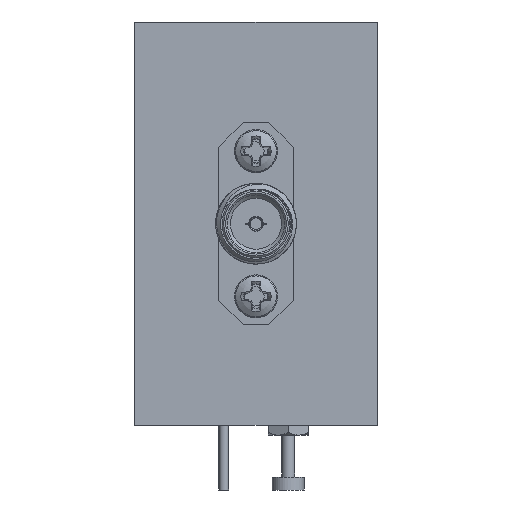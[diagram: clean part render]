
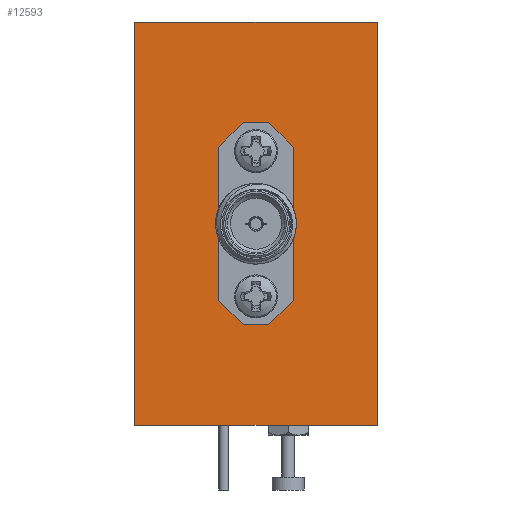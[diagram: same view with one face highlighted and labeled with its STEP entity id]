
A CAD part, left-side view. The second image highlights one B-rep face of the part: STEP entity #12593.
In plain terms, the highlighted planar face has unit normal (-1, 0, 0).
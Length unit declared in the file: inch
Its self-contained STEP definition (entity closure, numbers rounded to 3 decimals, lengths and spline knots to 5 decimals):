
#203 = CARTESIAN_POINT ( 'NONE',  ( -0.625, -0.17625, 0.17625 ) ) ;
#371 = EDGE_CURVE ( 'NONE', #13028, #4143, #11369, .T. ) ;
#408 = CARTESIAN_POINT ( 'NONE',  ( -0.625, 0.17625, 0.17625 ) ) ;
#447 = EDGE_CURVE ( 'NONE', #11170, #13764, #14436, .T. ) ;
#501 = DIRECTION ( 'NONE',  ( 0., -0.707, 0.707 ) ) ;
#842 = DIRECTION ( 'NONE',  ( 0., 1., 0. ) ) ;
#861 = LINE ( 'NONE', #10046, #7109 ) ;
#934 = LINE ( 'NONE', #8998, #15960 ) ;
#984 = EDGE_CURVE ( 'NONE', #13028, #2201, #3884, .T. ) ;
#1137 = EDGE_CURVE ( 'NONE', #10607, #4849, #3794, .T. ) ;
#1442 = EDGE_LOOP ( 'NONE', ( #7942, #5628, #16920, #17116 ) ) ;
#1586 = CARTESIAN_POINT ( 'NONE',  ( -0.625, -0.04, -0.3125 ) ) ;
#1624 = ORIENTED_EDGE ( 'NONE', *, *, #15394, .T. ) ;
#1903 = CARTESIAN_POINT ( 'NONE',  ( -0.625, -0.115, -0.2375 ) ) ;
#1924 = FACE_OUTER_BOUND ( 'NONE', #1442, .T. ) ;
#1957 = VECTOR ( 'NONE', #7849, 39.37008 ) ;
#2201 = VERTEX_POINT ( 'NONE', #12227 ) ;
#2232 = CARTESIAN_POINT ( 'NONE',  ( -0.625, 0.375, 0.625 ) ) ;
#2810 = EDGE_CURVE ( 'NONE', #8834, #3141, #16526, .T. ) ;
#2990 = VERTEX_POINT ( 'NONE', #3619 ) ;
#3141 = VERTEX_POINT ( 'NONE', #10315 ) ;
#3161 = CARTESIAN_POINT ( 'NONE',  ( -0.625, -0.115, -0.3125 ) ) ;
#3352 = DIRECTION ( 'NONE',  ( 1., 0., 0. ) ) ;
#3440 = DIRECTION ( 'NONE',  ( 0., 1., 0. ) ) ;
#3535 = ORIENTED_EDGE ( 'NONE', *, *, #12760, .F. ) ;
#3619 = CARTESIAN_POINT ( 'NONE',  ( -0.625, 0.04, 0.3125 ) ) ;
#3794 = LINE ( 'NONE', #6863, #1957 ) ;
#3797 = ORIENTED_EDGE ( 'NONE', *, *, #371, .T. ) ;
#3884 = LINE ( 'NONE', #3983, #8877 ) ;
#3983 = CARTESIAN_POINT ( 'NONE',  ( -0.625, -0.115, -0.3125 ) ) ;
#4000 = VECTOR ( 'NONE', #11813, 39.37008 ) ;
#4143 = VERTEX_POINT ( 'NONE', #1586 ) ;
#4337 = ORIENTED_EDGE ( 'NONE', *, *, #984, .F. ) ;
#4574 = LINE ( 'NONE', #203, #16140 ) ;
#4849 = VERTEX_POINT ( 'NONE', #8598 ) ;
#4924 = CARTESIAN_POINT ( 'NONE',  ( -0.625, -0.375, -0.625 ) ) ;
#5069 = CARTESIAN_POINT ( 'NONE',  ( -0.625, 0.04, -0.3125 ) ) ;
#5525 = VERTEX_POINT ( 'NONE', #5069 ) ;
#5628 = ORIENTED_EDGE ( 'NONE', *, *, #10743, .F. ) ;
#5837 = CARTESIAN_POINT ( 'NONE',  ( -0.625, -0.375, 0.625 ) ) ;
#6307 = EDGE_LOOP ( 'NONE', ( #17670, #8665, #14251, #1624, #4337, #3797, #3535, #11885 ) ) ;
#6340 = PLANE ( 'NONE',  #11542 ) ;
#6776 = DIRECTION ( 'NONE',  ( 0., 0., 1. ) ) ;
#6863 = CARTESIAN_POINT ( 'NONE',  ( -0.625, 0.115, -0.3125 ) ) ;
#7109 = VECTOR ( 'NONE', #11895, 39.37008 ) ;
#7215 = EDGE_CURVE ( 'NONE', #5525, #4849, #861, .T. ) ;
#7447 = CARTESIAN_POINT ( 'NONE',  ( -0.625, 0.375, -0.625 ) ) ;
#7652 = CARTESIAN_POINT ( 'NONE',  ( -0.625, 0.375, -0.625 ) ) ;
#7800 = VECTOR ( 'NONE', #11281, 39.37008 ) ;
#7849 = DIRECTION ( 'NONE',  ( 0., 0., -1. ) ) ;
#7942 = ORIENTED_EDGE ( 'NONE', *, *, #2810, .T. ) ;
#8065 = EDGE_CURVE ( 'NONE', #11170, #8834, #9360, .T. ) ;
#8331 = EDGE_CURVE ( 'NONE', #10607, #2990, #12780, .T. ) ;
#8598 = CARTESIAN_POINT ( 'NONE',  ( -0.625, 0.115, -0.2375 ) ) ;
#8665 = ORIENTED_EDGE ( 'NONE', *, *, #8331, .T. ) ;
#8743 = VECTOR ( 'NONE', #501, 39.37008 ) ;
#8834 = VERTEX_POINT ( 'NONE', #4924 ) ;
#8877 = VECTOR ( 'NONE', #6776, 39.37008 ) ;
#8998 = CARTESIAN_POINT ( 'NONE',  ( -0.625, -0.115, 0.3125 ) ) ;
#9268 = CARTESIAN_POINT ( 'NONE',  ( -0.625, -0.04, 0.3125 ) ) ;
#9360 = LINE ( 'NONE', #7652, #12309 ) ;
#9464 = VECTOR ( 'NONE', #12546, 39.37008 ) ;
#9640 = VECTOR ( 'NONE', #9960, 39.37008 ) ;
#9960 = DIRECTION ( 'NONE',  ( 0., 0., 1. ) ) ;
#9981 = EDGE_CURVE ( 'NONE', #11710, #2990, #934, .T. ) ;
#10046 = CARTESIAN_POINT ( 'NONE',  ( -0.625, 0.17625, -0.17625 ) ) ;
#10315 = CARTESIAN_POINT ( 'NONE',  ( -0.625, -0.375, 0.625 ) ) ;
#10369 = DIRECTION ( 'NONE',  ( 0., -1., 0. ) ) ;
#10607 = VERTEX_POINT ( 'NONE', #11631 ) ;
#10644 = VECTOR ( 'NONE', #15938, 39.37008 ) ;
#10743 = EDGE_CURVE ( 'NONE', #13764, #3141, #14591, .T. ) ;
#11099 = LINE ( 'NONE', #3161, #7800 ) ;
#11170 = VERTEX_POINT ( 'NONE', #7447 ) ;
#11281 = DIRECTION ( 'NONE',  ( 0., -1., 0. ) ) ;
#11369 = LINE ( 'NONE', #16872, #9464 ) ;
#11542 = AXIS2_PLACEMENT_3D ( 'NONE', #17323, #3352, #3440 ) ;
#11631 = CARTESIAN_POINT ( 'NONE',  ( -0.625, 0.115, 0.2375 ) ) ;
#11710 = VERTEX_POINT ( 'NONE', #9268 ) ;
#11813 = DIRECTION ( 'NONE',  ( 0., 0., 1. ) ) ;
#11885 = ORIENTED_EDGE ( 'NONE', *, *, #7215, .T. ) ;
#11895 = DIRECTION ( 'NONE',  ( 0., 0.707, 0.707 ) ) ;
#12227 = CARTESIAN_POINT ( 'NONE',  ( -0.625, -0.115, 0.2375 ) ) ;
#12309 = VECTOR ( 'NONE', #10369, 39.37008 ) ;
#12546 = DIRECTION ( 'NONE',  ( 0., 0.707, -0.707 ) ) ;
#12585 = DIRECTION ( 'NONE',  ( 0., -0.707, -0.707 ) ) ;
#12593 = ADVANCED_FACE ( 'NONE', ( #1924, #14449 ), #6340, .F. ) ;
#12760 = EDGE_CURVE ( 'NONE', #5525, #4143, #11099, .T. ) ;
#12780 = LINE ( 'NONE', #408, #8743 ) ;
#13028 = VERTEX_POINT ( 'NONE', #1903 ) ;
#13764 = VERTEX_POINT ( 'NONE', #16790 ) ;
#14251 = ORIENTED_EDGE ( 'NONE', *, *, #9981, .F. ) ;
#14436 = LINE ( 'NONE', #15949, #4000 ) ;
#14449 = FACE_BOUND ( 'NONE', #6307, .T. ) ;
#14591 = LINE ( 'NONE', #2232, #10644 ) ;
#15394 = EDGE_CURVE ( 'NONE', #11710, #2201, #4574, .T. ) ;
#15938 = DIRECTION ( 'NONE',  ( 0., -1., 0. ) ) ;
#15949 = CARTESIAN_POINT ( 'NONE',  ( -0.625, 0.375, 0.625 ) ) ;
#15960 = VECTOR ( 'NONE', #842, 39.37008 ) ;
#16140 = VECTOR ( 'NONE', #12585, 39.37008 ) ;
#16526 = LINE ( 'NONE', #5837, #9640 ) ;
#16790 = CARTESIAN_POINT ( 'NONE',  ( -0.625, 0.375, 0.625 ) ) ;
#16872 = CARTESIAN_POINT ( 'NONE',  ( -0.625, -0.17625, -0.17625 ) ) ;
#16920 = ORIENTED_EDGE ( 'NONE', *, *, #447, .F. ) ;
#17116 = ORIENTED_EDGE ( 'NONE', *, *, #8065, .T. ) ;
#17323 = CARTESIAN_POINT ( 'NONE',  ( -0.625, 0.375, 0.625 ) ) ;
#17670 = ORIENTED_EDGE ( 'NONE', *, *, #1137, .F. ) ;
